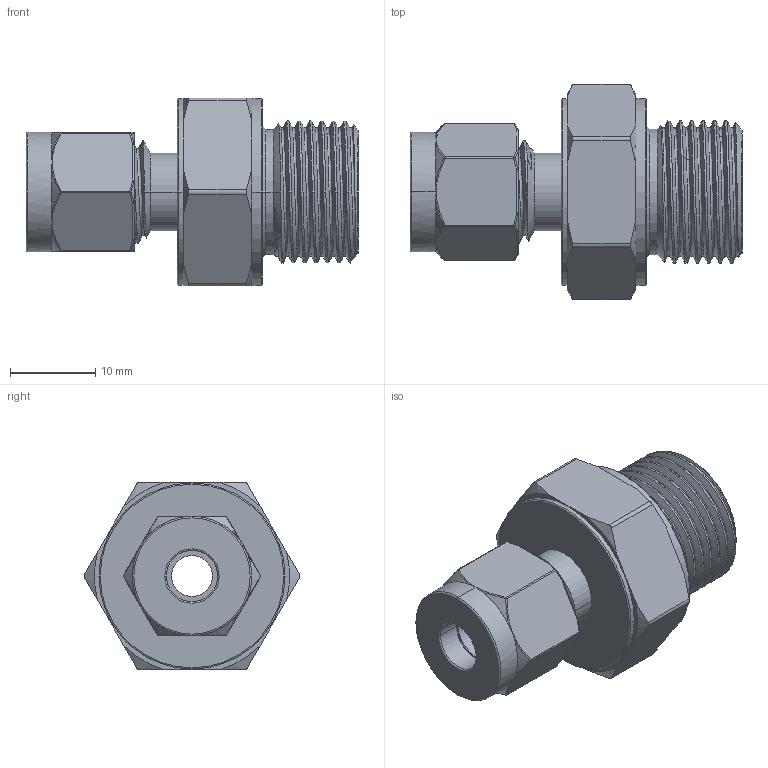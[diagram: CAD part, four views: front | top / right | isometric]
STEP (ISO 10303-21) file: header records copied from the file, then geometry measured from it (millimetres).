
FILE_DESCRIPTION((''),'2;1');
FILE_NAME('001_CMC_G_MALE_CONNECTOR_MASTER_ASM','2025-06-25T15:28:29',('Administrator'),(''),'CREO PARAMETRIC BY PTC INC, 2020414','CREO PARAMETRIC BY PTC INC, 2020414','');
FILE_SCHEMA(('AUTOMOTIVE_DESIGN { 1 0 10303 214 1 1 1 1 }'));
Length unit declared in the file: millimetre
Products named in the file (5): DIN2353-TUBE_CMC_G; DIN2353_TUBE_NUT_CMC_G; BACK_FERRULE_CMC_G; FRONT_FERRULE__CMC_G; 001_CMC_G_MALE_CONNECTOR_MASTER_ASM
Assembly tree (4 placements, depth 2):
  001_CMC_G_MALE_CONNECTOR_MASTER_ASM
    DIN2353-TUBE_CMC_G
    DIN2353_TUBE_NUT_CMC_G
    BACK_FERRULE_CMC_G
    FRONT_FERRULE__CMC_G
Bounding box: 38.9 x 25.25 x 22 mm (x, y, z)
Volume: 7642.1 mm3; surface area: 5369 mm2
Topology: 4 solids, 4 shells, 259 faces, 622 edges, 420 vertices
Faces by surface type: cylinder 73, cone 52, bspline 45, torus 40, plane 25, sphere 24
Entity records: 23265 total; most frequent: CARTESIAN_POINT 16340, ORIENTED_EDGE 1190, DIRECTION 1136, EDGE_CURVE 595, AXIS2_PLACEMENT_3D 486, VERTEX_POINT 349, PRESENTATION_STYLE_ASSIGNMENT 298, STYLED_ITEM 298
